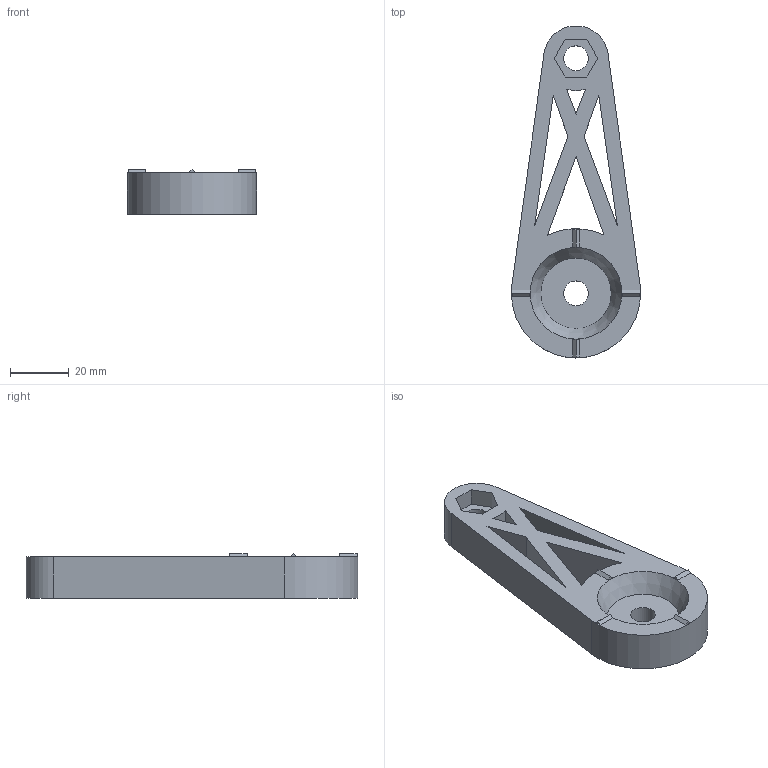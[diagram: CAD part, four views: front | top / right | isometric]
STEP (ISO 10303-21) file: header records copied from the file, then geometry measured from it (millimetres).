
FILE_DESCRIPTION(('FreeCAD Model'),'2;1');
FILE_NAME('Open CASCADE Shape Model','2022-01-12T22:33:33',('Author'),( ''),'Open CASCADE STEP processor 7.5','FreeCAD','Unknown');
FILE_SCHEMA(('AUTOMOTIVE_DESIGN { 1 0 10303 214 1 1 1 1 }'));
Length unit declared in the file: millimetre
Products named in the file (1): spool-holder-arm
Bounding box: 43.98 x 112.96 x 15.03 mm (x, y, z)
Volume: 36863.2 mm3; surface area: 14652.7 mm2
Topology: 1 solids, 1 shells, 45 faces, 111 edges, 74 vertices
Faces by surface type: plane 38, cylinder 6, cone 1
Full cylindrical faces by diameter (mm): 8.4 x2
Entity records: 2770 total; most frequent: CARTESIAN_POINT 509, DIRECTION 393, LINE 261, VECTOR 261, ORIENTED_EDGE 222, PCURVE 222, DEFINITIONAL_REPRESENTATION 222, EDGE_CURVE 111
